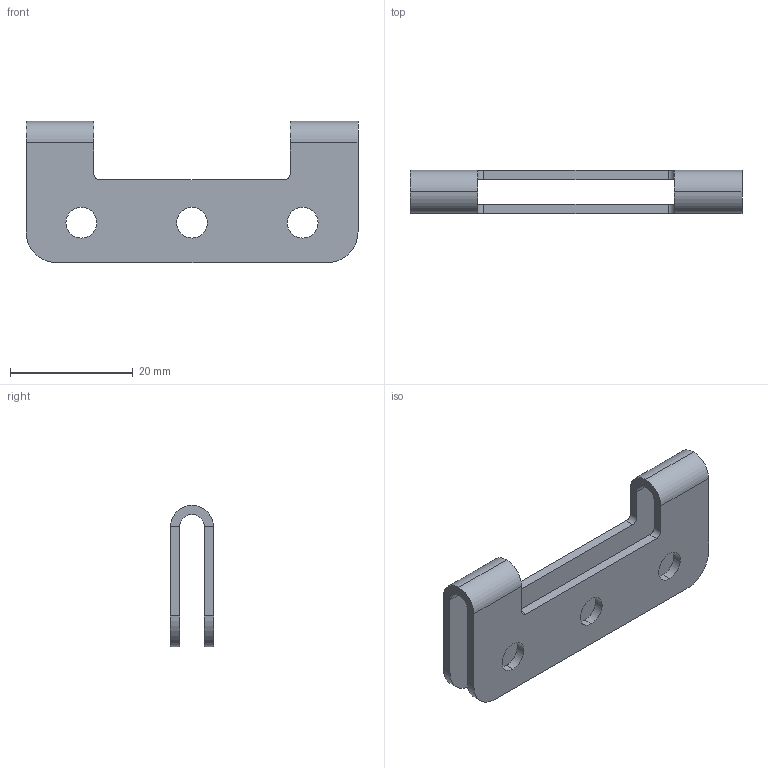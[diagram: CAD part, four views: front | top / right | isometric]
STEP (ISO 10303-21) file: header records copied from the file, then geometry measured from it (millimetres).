
FILE_DESCRIPTION (( 'STEP AP203' ), '1' );
FILE_NAME ('Insert ressort 1.5mm.STEP', '2021-12-01T15:16:38', ( '' ), ( '' ), 'SwSTEP 2.0', 'SolidWorks 2017', '' );
FILE_SCHEMA (( 'CONFIG_CONTROL_DESIGN' ));
Length unit declared in the file: millimetre
Products named in the file (1): Insert ressort 1.5mm
Bounding box: 54 x 7 x 23 mm (x, y, z)
Volume: 2660.5 mm3; surface area: 4136.1 mm2
Topology: 1 solids, 1 shells, 48 faces, 128 edges, 80 vertices
Faces by surface type: cylinder 28, plane 20
Entity records: 1605 total; most frequent: DIRECTION 282, CARTESIAN_POINT 257, ORIENTED_EDGE 256, EDGE_CURVE 128, AXIS2_PLACEMENT_3D 105, VERTEX_POINT 80, LINE 72, VECTOR 72
